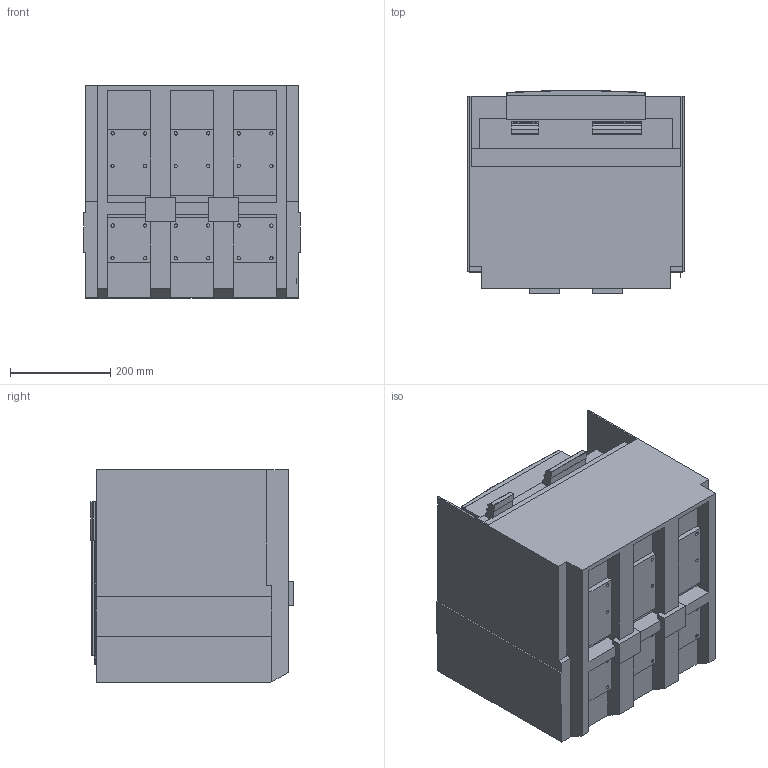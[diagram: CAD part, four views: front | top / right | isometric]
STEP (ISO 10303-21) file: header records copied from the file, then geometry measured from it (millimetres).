
FILE_DESCRIPTION(('CATIA V5 STEP Exchange'),'2;1');
FILE_NAME('1SDH001336R0185_E4.2_III_W_AllCATPart.stp','2014-09-18T15:53:58+00:00',('none'),('none'),'CATIA Version 5 Release 20 SP 6 (IN-10)','CATIA V5 STEP AP214','none');
FILE_SCHEMA(('AUTOMOTIVE_DESIGN { 1 0 10303 214 1 1 1 1 }'));
Length unit declared in the file: millimetre
Products named in the file (1): E4.2_III_W_AllCATPart
Bounding box: 433 x 404.57 x 425 mm (x, y, z)
Volume: 49160422.7 mm3; surface area: 2411439 mm2
Topology: 5 solids, 5 shells, 969 faces, 2653 edges, 1579 vertices
Faces by surface type: plane 379, cylinder 284, cone 196, bspline 46, torus 43, extrusion 18, revolution 3
Entity records: 35683 total; most frequent: CARTESIAN_POINT 11544, ORIENTED_EDGE 4914, DIRECTION 3058, EDGE_CURVE 2457, VERTEX_POINT 1579, VECTOR 1323, LINE 1305, AXIS2_PLACEMENT_3D 1193
